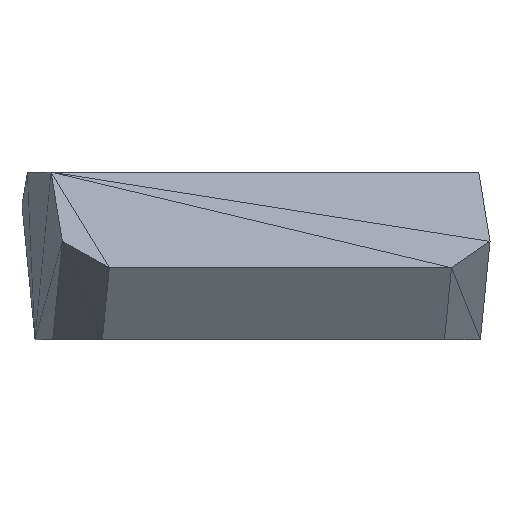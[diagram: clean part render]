
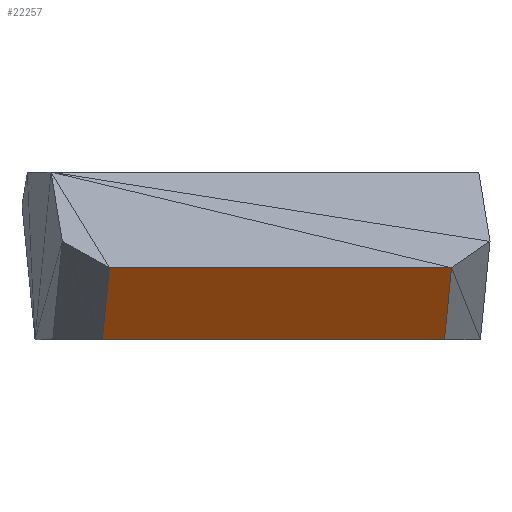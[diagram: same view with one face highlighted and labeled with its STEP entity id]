
A CAD part, left-side view. The second image highlights one B-rep face of the part: STEP entity #22257.
In plain terms, the highlighted planar face has unit normal (-0.784, -0.099, -0.613).
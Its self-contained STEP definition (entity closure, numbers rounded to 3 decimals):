
#12368 = VERTEX_POINT('',#12369);
#12369 = CARTESIAN_POINT('',(142.13,157.067,
    0.));
#12925 = VERTEX_POINT('',#12926);
#12926 = CARTESIAN_POINT('',(144.139,141.194,
    0.));
#13448 = EDGE_CURVE('',#12925,#12368,#13449,.T.);
#13449 = LINE('',#13450,#13451);
#13450 = CARTESIAN_POINT('',(144.139,141.194,
    0.));
#13451 = VECTOR('',#13452,1.);
#13452 = DIRECTION('',(-0.126,0.992,0.));
#14830 = VERTEX_POINT('',#14831);
#14831 = CARTESIAN_POINT('',(141.567,140.869,
    3.344));
#14852 = EDGE_CURVE('',#14830,#12925,#14853,.T.);
#14853 = LINE('',#14854,#14855);
#14854 = CARTESIAN_POINT('',(141.567,140.869,
    3.344));
#14855 = VECTOR('',#14856,1.);
#14856 = DIRECTION('',(0.608,0.077,-0.79
    ));
#15582 = EDGE_CURVE('',#15583,#12368,#15585,.T.);
#15583 = VERTEX_POINT('',#15584);
#15584 = CARTESIAN_POINT('',(139.557,156.742,
    3.344));
#15585 = LINE('',#15586,#15587);
#15586 = CARTESIAN_POINT('',(139.557,156.742,
    3.344));
#15587 = VECTOR('',#15588,1.);
#15588 = DIRECTION('',(0.608,0.077,-0.79
    ));
#21246 = EDGE_CURVE('',#14830,#15583,#21247,.T.);
#21247 = LINE('',#21248,#21249);
#21248 = CARTESIAN_POINT('',(141.567,140.869,
    3.344));
#21249 = VECTOR('',#21250,1.);
#21250 = DIRECTION('',(-0.126,0.992,0.));
#22257 = ADVANCED_FACE('',(#22258),#22264,.T.);
#22258 = FACE_BOUND('',#22259,.T.);
#22259 = EDGE_LOOP('',(#22260,#22261,#22262,#22263));
#22260 = ORIENTED_EDGE('',*,*,#13448,.F.);
#22261 = ORIENTED_EDGE('',*,*,#14852,.F.);
#22262 = ORIENTED_EDGE('',*,*,#21246,.T.);
#22263 = ORIENTED_EDGE('',*,*,#15582,.T.);
#22264 = PLANE('',#22265);
#22265 = AXIS2_PLACEMENT_3D('',#22266,#22267,#22268);
#22266 = CARTESIAN_POINT('',(141.848,148.968,
    1.672));
#22267 = DIRECTION('',(-0.784,-0.099,
    -0.613));
#22268 = DIRECTION('',(0.616,0.,-0.788));
